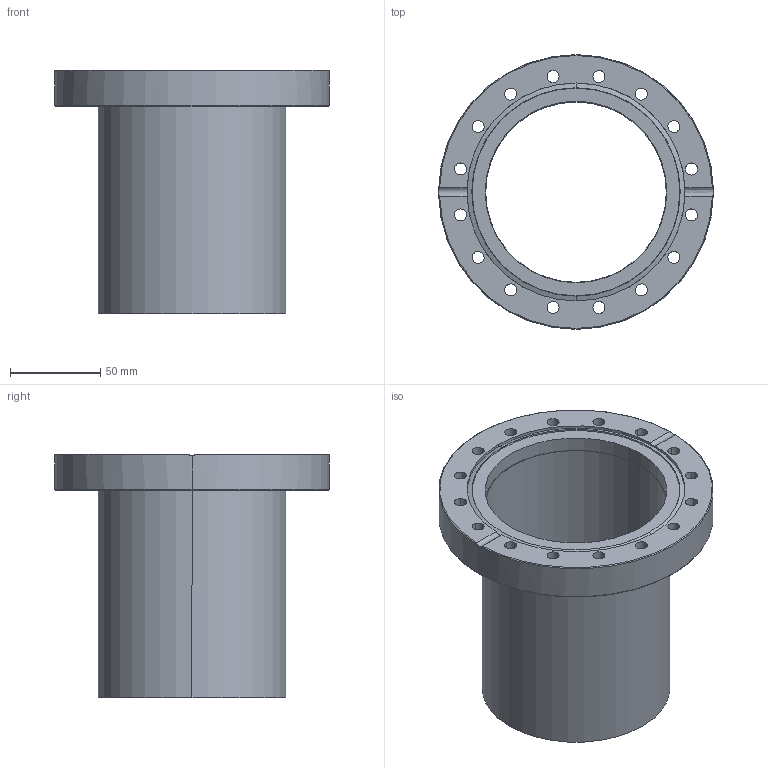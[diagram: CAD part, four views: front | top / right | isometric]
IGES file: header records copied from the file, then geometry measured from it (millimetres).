
Global section: file name: No Iges File Name specified; native system: AutoDesk Inventor R12.0; preprocessor: AutoDesk Inventor Iges Exporter R12.0; date: 20090403.103907; units: millimetre
Bounding box: 152 x 152 x 135 mm (x, y, z)
Volume: 262954.1 mm3; surface area: 123861.1 mm2
Topology: 2 solids, 2 shells, 63 faces, 166 edges, 108 vertices
Faces by surface type: bspline 33, revolution 11, plane 7, torus 6, cylinder 4, cone 2
